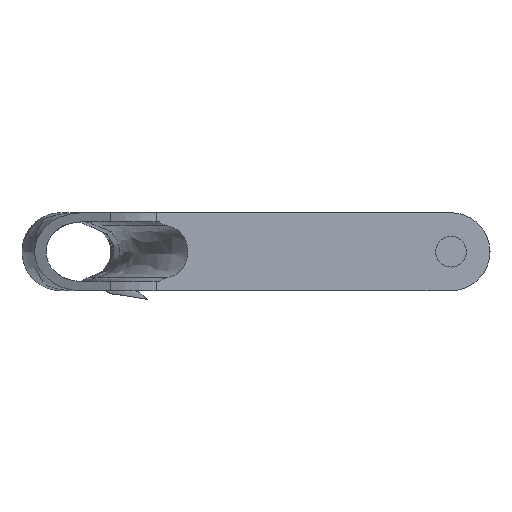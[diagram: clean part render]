
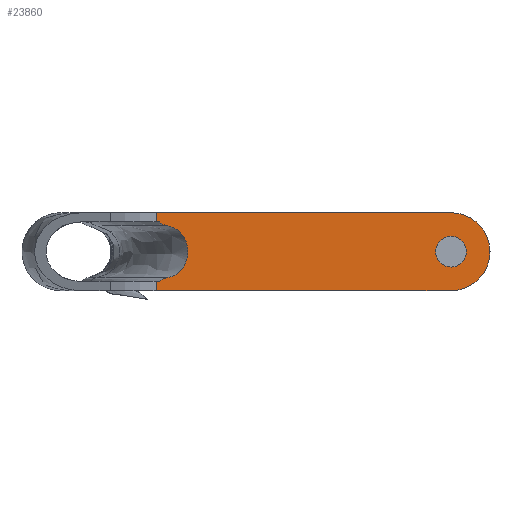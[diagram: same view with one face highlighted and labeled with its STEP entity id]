
A CAD part, left-side view. The second image highlights one B-rep face of the part: STEP entity #23860.
In plain terms, the highlighted planar face has unit normal (-1, 0, 0).
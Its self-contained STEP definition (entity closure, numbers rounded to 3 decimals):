
#8590=CARTESIAN_POINT('POINT73',(-76.2,0.,-2.5));
#8591=VERTEX_POINT('VERTEX73',#8590);
#8599=CARTESIAN_POINT('POINT74',(-76.2,0.,2.5));
#8600=VERTEX_POINT('VERTEX74',#8599);
#8607=CARTESIAN_POINT('POS55',(-76.2,0.,0.));
#8608=DIRECTION('DIR86',(1.,0.,0.));
#8609=DIRECTION('DIR87',(0.,0.,-1.));
#8610=AXIS2_PLACEMENT_3D('AXIS32',#8607,#8608,#8609);
#8611=CIRCLE('ELLIPSE19',#8610,2.5);
#8612=EDGE_CURVE('EDGE105',#8591,#8600,#8611,.T.);
#8625=CARTESIAN_POINT('POS57',(-76.2,0.,0.));
#8626=DIRECTION('DIR90',(1.,0.,0.));
#8627=DIRECTION('DIR91',(0.,0.,-1.));
#8628=AXIS2_PLACEMENT_3D('AXIS34',#8625,#8626,#8627);
#8629=CIRCLE('ELLIPSE20',#8628,2.5);
#8630=EDGE_CURVE('EDGE106',#8600,#8591,#8629,.T.);
#8640=CARTESIAN_POINT('POINT75',(-76.2,46.182,
   -4.228));
#8641=VERTEX_POINT('VERTEX75',#8640);
#8655=CARTESIAN_POINT('POINT76',(-76.2,47.569,
   -4.85));
#8656=VERTEX_POINT('VERTEX76',#8655);
#8669=B_SPLINE_CURVE_WITH_KNOTS('SPLINE_CRV66',3,(#8670,#8671,#8672,
   #8673,#8674,#8675,#8676,#8677,#8678),.UNSPECIFIED.,.F.,.F.,(4,1,1,1,1
   ,1,4),(0.,0.182,0.357,
   0.525,0.692,0.851,
   1.),.UNSPECIFIED.);
#8670=CARTESIAN_POINT('',(-76.2,46.182,
   -4.228));
#8671=CARTESIAN_POINT('',(-76.199,46.274,
   -4.241));
#8672=CARTESIAN_POINT('',(-76.201,46.455,
   -4.275));
#8673=CARTESIAN_POINT('',(-76.2,46.715,
   -4.349));
#8674=CARTESIAN_POINT('',(-76.2,46.96,
   -4.444));
#8675=CARTESIAN_POINT('',(-76.2,47.187,
   -4.56));
#8676=CARTESIAN_POINT('',(-76.2,47.391,
   -4.695));
#8677=CARTESIAN_POINT('',(-76.201,47.513,
   -4.797));
#8678=CARTESIAN_POINT('',(-76.2,47.569,-4.85));
#8679=EDGE_CURVE('EDGE109',#8641,#8656,#8669,.T.);
#9051=CARTESIAN_POINT('POINT77',(-76.2,46.182,
   4.228));
#9052=VERTEX_POINT('VERTEX77',#9051);
#9053=B_SPLINE_CURVE_WITH_KNOTS('SPLINE_CRV67',3,(#9054,#9055,#9056,
   #9057,#9058,#9059,#9060,#9061,#9062,#9063,#9064,#9065,#9066,#9067,
   #9068,#9069,#9070,#9071),.UNSPECIFIED.,.F.,.F.,(4,1,1,1,1,1,1,1,1,1,1
   ,1,1,1,1,4),(0.,0.05,0.107,
   0.17,0.239,0.313,
   0.389,0.467,0.545,
   0.622,0.698,0.771,
   0.839,0.898,0.952,
   1.),.UNSPECIFIED.);
#9054=CARTESIAN_POINT('',(-76.2,46.182,
   4.228));
#9055=CARTESIAN_POINT('',(-76.193,45.99,
   4.199));
#9056=CARTESIAN_POINT('',(-76.204,45.586,
   4.097));
#9057=CARTESIAN_POINT('',(-76.199,44.99,
   3.816));
#9058=CARTESIAN_POINT('',(-76.2,44.396,
   3.387));
#9059=CARTESIAN_POINT('',(-76.2,43.859,
   2.802));
#9060=CARTESIAN_POINT('',(-76.2,43.406,
   2.087));
#9061=CARTESIAN_POINT('',(-76.2,43.082,
   1.269));
#9062=CARTESIAN_POINT('',(-76.2,42.927,
   0.386));
#9063=CARTESIAN_POINT('',(-76.2,42.939,
   -0.514));
#9064=CARTESIAN_POINT('',(-76.2,43.118,
   -1.391));
#9065=CARTESIAN_POINT('',(-76.2,43.463,
   -2.196));
#9066=CARTESIAN_POINT('',(-76.2,43.931,
   -2.894));
#9067=CARTESIAN_POINT('',(-76.2,44.472,
   -3.452));
#9068=CARTESIAN_POINT('',(-76.199,45.051,
   -3.849));
#9069=CARTESIAN_POINT('',(-76.204,45.617,
   -4.106));
#9070=CARTESIAN_POINT('',(-76.193,46.,
   -4.2));
#9071=CARTESIAN_POINT('',(-76.2,46.182,
   -4.228));
#9072=EDGE_CURVE('EDGE110',#9052,#8641,#9053,.T.);
#10444=CARTESIAN_POINT('POINT78',(-76.2,47.569,
   4.85));
#10445=VERTEX_POINT('VERTEX78',#10444);
#10446=(BOUNDED_CURVE() B_SPLINE_CURVE(3,(#10447,#10448,#10449,#10450,
   #10451,#10452),.UNSPECIFIED.,.F.,.F.) B_SPLINE_CURVE_WITH_KNOTS((4,1,
   1,4),(0.,0.325,0.658,1.),
   .UNSPECIFIED.) CURVE() GEOMETRIC_REPRESENTATION_ITEM() 
   RATIONAL_B_SPLINE_CURVE((1.,1.,1.,1.,1.
   ,1.)) REPRESENTATION_ITEM('SPLINE_CRV69'));
#10447=CARTESIAN_POINT('',(-76.2,47.568,
   4.85));
#10448=CARTESIAN_POINT('',(-76.2,47.461,
   4.747));
#10449=CARTESIAN_POINT('',(-76.2,47.213,
   4.561));
#10450=CARTESIAN_POINT('',(-76.2,46.74,
   4.343));
#10451=CARTESIAN_POINT('',(-76.2,46.378,
   4.256));
#10452=CARTESIAN_POINT('',(-76.2,46.181,
   4.228));
#10453=EDGE_CURVE('EDGE112',#10445,#9052,#10446,.T.);
#11135=CARTESIAN_POINT('POINT81',(-76.2,48.113,
   -4.85));
#11136=VERTEX_POINT('VERTEX81',#11135);
#11154=CARTESIAN_POINT('POINT84',(-76.2,48.113,
   -6.35));
#11155=VERTEX_POINT('VERTEX84',#11154);
#11163=CARTESIAN_POINT('POS62',(-76.2,48.113,
   -6.499));
#11164=DIRECTION('DIR99',(0.,0.,-1.));
#11165=VECTOR('VEC25',#11164,1.);
#11166=LINE('STRAIGHT25',#11163,#11165);
#11167=EDGE_CURVE('EDGE120',#11155,#11136,#11166,.F.);
#11644=CARTESIAN_POINT('POINT92',(-76.2,48.113,
   4.85));
#11645=VERTEX_POINT('VERTEX92',#11644);
#11646=CARTESIAN_POINT('POS73',(-76.2,60.741,
   4.85));
#11647=DIRECTION('DIR116',(0.,1.,0.));
#11648=VECTOR('VEC30',#11647,1.);
#11649=LINE('STRAIGHT30',#11646,#11648);
#11650=EDGE_CURVE('EDGE132',#11645,#10445,#11649,.F.);
#13819=CARTESIAN_POINT('POS81',(-76.2,60.741,
   -4.85));
#13820=DIRECTION('DIR127',(0.,1.,0.));
#13821=VECTOR('VEC35',#13820,1.);
#13822=LINE('STRAIGHT35',#13819,#13821);
#13823=EDGE_CURVE('EDGE145',#8656,#11136,#13822,.T.);
#14982=CARTESIAN_POINT('POINT113',(-76.2,0.,-6.35));
#14983=VERTEX_POINT('VERTEX113',#14982);
#14990=CARTESIAN_POINT('POS103',(-76.2,60.741,
   -6.35));
#14991=DIRECTION('DIR157',(0.,1.,0.));
#14992=VECTOR('VEC49',#14991,1.);
#14993=LINE('STRAIGHT49',#14990,#14992);
#14994=EDGE_CURVE('EDGE169',#14983,#11155,#14993,.T.);
#23800=CARTESIAN_POINT('POINT125',(-76.2,0.,6.35));
#23801=VERTEX_POINT('VERTEX125',#23800);
#23802=CARTESIAN_POINT('POS111',(-76.2,0.,0.));
#23803=DIRECTION('DIR170',(1.,0.,0.));
#23804=DIRECTION('DIR171',(0.,0.,1.));
#23805=AXIS2_PLACEMENT_3D('AXIS60',#23802,#23803,#23804);
#23806=CIRCLE('ELLIPSE34',#23805,6.35);
#23807=EDGE_CURVE('EDGE190',#14983,#23801,#23806,.F.);
#23827=ORIENTED_EDGE('COEDGE329',*,*,#23807,.T.);
#23828=CARTESIAN_POINT('POINT126',(-76.2,48.113,
   6.35));
#23829=VERTEX_POINT('VERTEX126',#23828);
#23830=CARTESIAN_POINT('POS114',(-76.2,60.741,
   6.35));
#23831=DIRECTION('DIR175',(0.,1.,0.));
#23832=VECTOR('VEC53',#23831,1.);
#23833=LINE('STRAIGHT53',#23830,#23832);
#23834=EDGE_CURVE('EDGE192',#23801,#23829,#23833,.T.);
#23835=ORIENTED_EDGE('COEDGE330',*,*,#23834,.T.);
#23836=CARTESIAN_POINT('POS115',(-76.2,48.113,
   -6.499));
#23837=DIRECTION('DIR176',(0.,0.,-1.));
#23838=VECTOR('VEC54',#23837,1.);
#23839=LINE('STRAIGHT54',#23836,#23838);
#23840=EDGE_CURVE('EDGE193',#11645,#23829,#23839,.F.);
#23841=ORIENTED_EDGE('COEDGE331',*,*,#23840,.F.);
#23842=ORIENTED_EDGE('COEDGE332',*,*,#11650,.T.);
#23843=ORIENTED_EDGE('COEDGE333',*,*,#10453,.T.);
#23844=ORIENTED_EDGE('COEDGE334',*,*,#9072,.T.);
#23845=ORIENTED_EDGE('COEDGE335',*,*,#8679,.T.);
#23846=ORIENTED_EDGE('COEDGE336',*,*,#13823,.T.);
#23847=ORIENTED_EDGE('COEDGE337',*,*,#11167,.F.);
#23848=ORIENTED_EDGE('COEDGE338',*,*,#14994,.F.);
#23849=EDGE_LOOP('NONE',(#23827,#23835,#23841,#23842,#23843,#23844,
   #23845,#23846,#23847,#23848));
#23850=FACE_BOUND('LOOP1',#23849,.T.);
#23851=ORIENTED_EDGE('COEDGE339',*,*,#8630,.T.);
#23852=ORIENTED_EDGE('COEDGE340',*,*,#8612,.T.);
#23853=EDGE_LOOP('NONE',(#23851,#23852));
#23854=FACE_BOUND('LOOP1',#23853,.T.);
#23855=CARTESIAN_POINT('POS116',(-76.2,60.475,0.));
#23856=DIRECTION('DIR177',(1.,0.,0.));
#23857=DIRECTION('DIR178',(0.,1.,0.));
#23858=AXIS2_PLACEMENT_3D('AXIS62',#23855,#23856,#23857);
#23859=PLANE('PLANE17',#23858);
#23860=ADVANCED_FACE('FACE70',(#23850,#23854),#23859,.F.);
